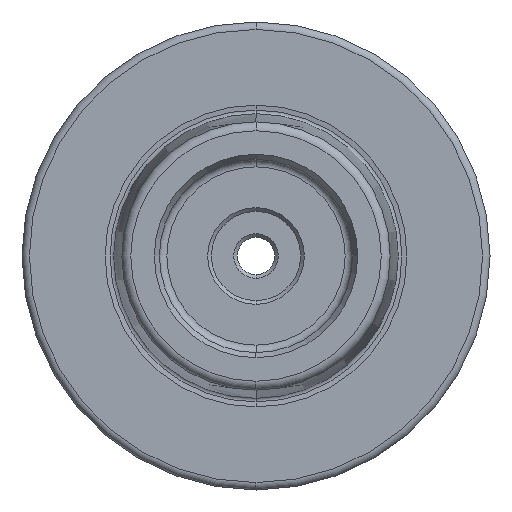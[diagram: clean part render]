
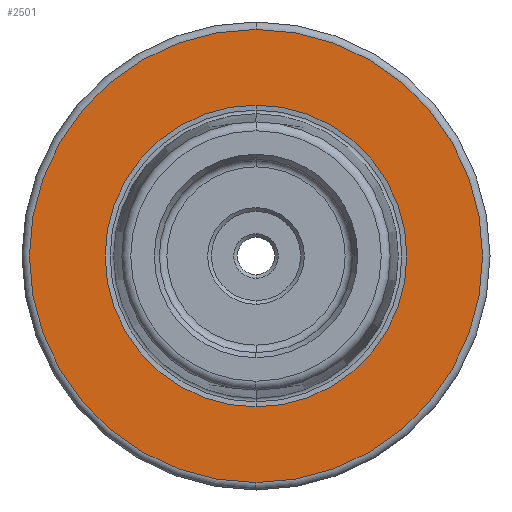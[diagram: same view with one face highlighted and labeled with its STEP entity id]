
A CAD part, left-side view. The second image highlights one B-rep face of the part: STEP entity #2501.
In plain terms, the highlighted planar face has unit normal (-1, 0, 0).
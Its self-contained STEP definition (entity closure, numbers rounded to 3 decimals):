
#1150 = AXIS2_PLACEMENT_3D ( 'NONE', #6524, #6552, #6527 ) ;
#1959 = CARTESIAN_POINT ( 'NONE',  ( 0., 0., 30.5 ) ) ;
#2132 = CARTESIAN_POINT ( 'NONE',  ( 0., 0., 20.308 ) ) ;
#2143 = CARTESIAN_POINT ( 'NONE',  ( 0., 0., -30.5 ) ) ;
#2166 = CARTESIAN_POINT ( 'NONE',  ( 0., 0., -20.308 ) ) ;
#2501 = ADVANCED_FACE ( 'NONE', ( #8425, #8423 ), #13901, .T. ) ;
#4190 = CIRCLE ( 'NONE', #1150, 30.5 ) ;
#4264 = CIRCLE ( 'NONE', #7361, 30.5 ) ;
#4267 = CIRCLE ( 'NONE', #7353, 20.308 ) ;
#4294 = CIRCLE ( 'NONE', #7328, 20.308 ) ;
#4688 = EDGE_LOOP ( 'NONE', ( #15017, #15002 ) ) ;
#4722 = EDGE_LOOP ( 'NONE', ( #14975, #14980 ) ) ;
#6524 = CARTESIAN_POINT ( 'NONE',  ( 0., 0., 0. ) ) ;
#6527 = DIRECTION ( 'NONE',  ( 0., 0., 1. ) ) ;
#6552 = DIRECTION ( 'NONE',  ( -1., 0., 0. ) ) ;
#7067 = CARTESIAN_POINT ( 'NONE',  ( 0., 0., 0. ) ) ;
#7075 = DIRECTION ( 'NONE',  ( 1., 0., 0. ) ) ;
#7098 = DIRECTION ( 'NONE',  ( 0., 0., -1. ) ) ;
#7279 = DIRECTION ( 'NONE',  ( 0., 0., -1. ) ) ;
#7282 = CARTESIAN_POINT ( 'NONE',  ( 0., 0., 0. ) ) ;
#7286 = DIRECTION ( 'NONE',  ( 0., 0., 1. ) ) ;
#7295 = DIRECTION ( 'NONE',  ( -1., 0., 0. ) ) ;
#7297 = DIRECTION ( 'NONE',  ( 1., 0., 0. ) ) ;
#7315 = CARTESIAN_POINT ( 'NONE',  ( 0., 0., 0. ) ) ;
#7328 = AXIS2_PLACEMENT_3D ( 'NONE', #7067, #7075, #7098 ) ;
#7353 = AXIS2_PLACEMENT_3D ( 'NONE', #7282, #7297, #7279 ) ;
#7361 = AXIS2_PLACEMENT_3D ( 'NONE', #7315, #7295, #7286 ) ;
#7543 = AXIS2_PLACEMENT_3D ( 'NONE', #13890, #13883, #13887 ) ;
#8053 = VERTEX_POINT ( 'NONE', #2166 ) ;
#8074 = VERTEX_POINT ( 'NONE', #2132 ) ;
#8091 = VERTEX_POINT ( 'NONE', #2143 ) ;
#8130 = VERTEX_POINT ( 'NONE', #1959 ) ;
#8423 = FACE_BOUND ( 'NONE', #4722, .T. ) ;
#8425 = FACE_OUTER_BOUND ( 'NONE', #4688, .T. ) ;
#13883 = DIRECTION ( 'NONE',  ( -1., 0., 0. ) ) ;
#13887 = DIRECTION ( 'NONE',  ( 0., 0., 1. ) ) ;
#13890 = CARTESIAN_POINT ( 'NONE',  ( 0., 20.308, 0. ) ) ;
#13901 = PLANE ( 'NONE',  #7543 ) ;
#14387 = EDGE_CURVE ( 'NONE', #8130, #8091, #4190, .T. ) ;
#14484 = EDGE_CURVE ( 'NONE', #8053, #8074, #4294, .T. ) ;
#14520 = EDGE_CURVE ( 'NONE', #8074, #8053, #4267, .T. ) ;
#14521 = EDGE_CURVE ( 'NONE', #8091, #8130, #4264, .T. ) ;
#14975 = ORIENTED_EDGE ( 'NONE', *, *, #14520, .T. ) ;
#14980 = ORIENTED_EDGE ( 'NONE', *, *, #14484, .T. ) ;
#15002 = ORIENTED_EDGE ( 'NONE', *, *, #14521, .T. ) ;
#15017 = ORIENTED_EDGE ( 'NONE', *, *, #14387, .T. ) ;
